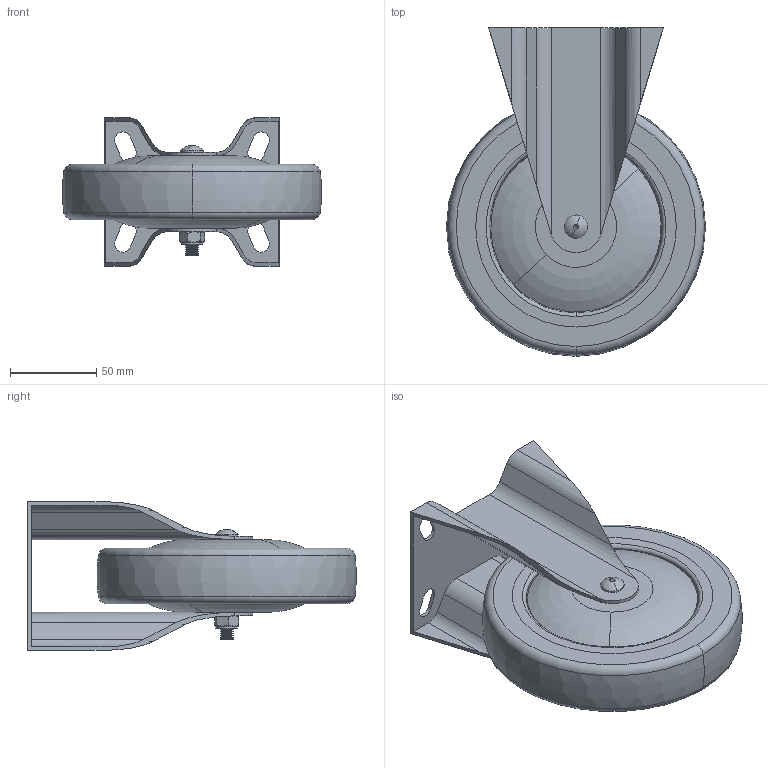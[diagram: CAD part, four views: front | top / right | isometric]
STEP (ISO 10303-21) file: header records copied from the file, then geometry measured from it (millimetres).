
FILE_DESCRIPTION (( 'STEP AP203' ), '1' );
FILE_NAME ('R6107.STEP', '2020-02-21T08:50:12', ( '' ), ( '' ), 'SwSTEP 2.0', 'SolidWorks 2013', '' );
FILE_SCHEMA (( 'CONFIG_CONTROL_DESIGN' ));
Length unit declared in the file: millimetre
Products named in the file (1): R6107
Bounding box: 149.82 x 189.91 x 86 mm (x, y, z)
Volume: 500425 mm3; surface area: 169984.5 mm2
Topology: 8 solids, 9 shells, 328 faces, 745 edges, 445 vertices
Faces by surface type: torus 94, plane 88, cylinder 78, cone 66, sphere 2
Entity records: 9417 total; most frequent: DIRECTION 1768, CARTESIAN_POINT 1737, ORIENTED_EDGE 1490, EDGE_CURVE 745, AXIS2_PLACEMENT_3D 744, VERTEX_POINT 445, CIRCLE 415, EDGE_LOOP 362
